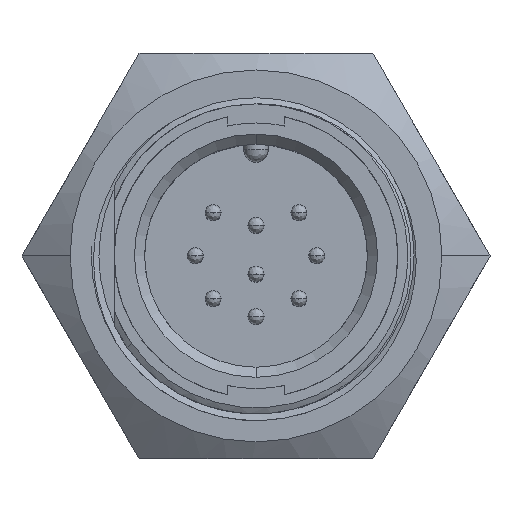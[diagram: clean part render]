
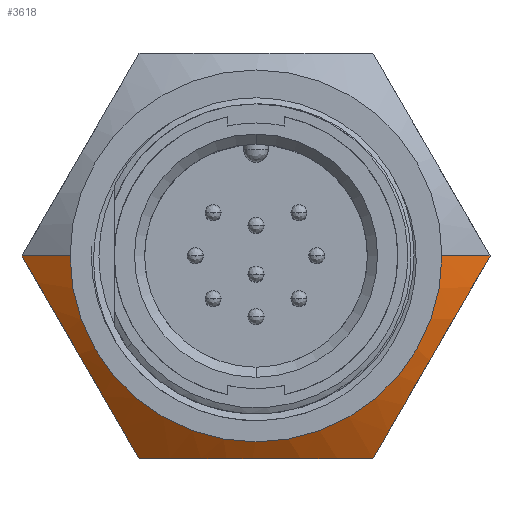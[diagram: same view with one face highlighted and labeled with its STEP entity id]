
A CAD part, top view. The second image highlights one B-rep face of the part: STEP entity #3618.
In plain terms, the highlighted conical face has half-angle 55 degrees and reference radius 14.683 mm.
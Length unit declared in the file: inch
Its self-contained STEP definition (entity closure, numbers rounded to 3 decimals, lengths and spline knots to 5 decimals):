
#857 = CARTESIAN_POINT ( 'NONE',  ( -0.28868, -0.5, -0.399 ) ) ;
#864 = CARTESIAN_POINT ( 'NONE',  ( -0.24199, -0.5, -0.38265 ) ) ;
#865 = CARTESIAN_POINT ( 'NONE',  ( -0.19482, -0.5, -0.3691 ) ) ;
#866 = CARTESIAN_POINT ( 'NONE',  ( -0.09912, -0.5, -0.3502 ) ) ;
#867 = CARTESIAN_POINT ( 'NONE',  ( -0.05056, -0.5, -0.34492 ) ) ;
#868 = CARTESIAN_POINT ( 'NONE',  ( 0.02359, -0.5, -0.3448 ) ) ;
#869 = CARTESIAN_POINT ( 'NONE',  ( 0.04858, -0.5, -0.34607 ) ) ;
#870 = CARTESIAN_POINT ( 'NONE',  ( 0.09776, -0.5, -0.35106 ) ) ;
#871 = CARTESIAN_POINT ( 'NONE',  ( 0.12209, -0.5, -0.35476 ) ) ;
#872 = CARTESIAN_POINT ( 'NONE',  ( 0.19446, -0.5, -0.36898 ) ) ;
#873 = CARTESIAN_POINT ( 'NONE',  ( 0.24185, -0.5, -0.38261 ) ) ;
#874 = CARTESIAN_POINT ( 'NONE',  ( 0.28868, -0.5, -0.399 ) ) ;
#1044 = CARTESIAN_POINT ( 'NONE',  ( 0., 0., -0.316 ) ) ;
#1045 = DIRECTION ( 'NONE',  ( 0., 0., -1. ) ) ;
#1046 = DIRECTION ( 'NONE',  ( -1., 0., 0. ) ) ;
#2356 = B_SPLINE_CURVE_WITH_KNOTS ( 'NONE', 3,
 ( #3039, #3043, #3044, #3045, #3046, #3047, #3048, #3049, #3050, #3051, #3052, #3053 ),
 .UNSPECIFIED., .F., .F.,
 ( 4, 2, 2, 2, 2, 4 ),
 ( 0., 0.00372, 0.00743, 0.00929, 0.01115, 0.01486 ),
 .UNSPECIFIED. ) ;
#2417 = B_SPLINE_CURVE_WITH_KNOTS ( 'NONE', 3,
 ( #12350, #12351, #12352, #12353, #12354, #12355, #12356, #12357, #12358, #12359, #12360, #12361 ),
 .UNSPECIFIED., .F., .F.,
 ( 4, 2, 2, 2, 2, 4 ),
 ( 0., 0.00372, 0.00743, 0.00929, 0.01115, 0.01486 ),
 .UNSPECIFIED. ) ;
#3039 = CARTESIAN_POINT ( 'NONE',  ( 0.28868, -0.5, -0.399 ) ) ;
#3043 = CARTESIAN_POINT ( 'NONE',  ( 0.31202, -0.45957, -0.38265 ) ) ;
#3044 = CARTESIAN_POINT ( 'NONE',  ( 0.3356, -0.41872, -0.3691 ) ) ;
#3045 = CARTESIAN_POINT ( 'NONE',  ( 0.38345, -0.33584, -0.3502 ) ) ;
#3046 = CARTESIAN_POINT ( 'NONE',  ( 0.40773, -0.29379, -0.34492 ) ) ;
#3047 = CARTESIAN_POINT ( 'NONE',  ( 0.44481, -0.22957, -0.3448 ) ) ;
#3048 = CARTESIAN_POINT ( 'NONE',  ( 0.4573, -0.20792, -0.34607 ) ) ;
#3049 = CARTESIAN_POINT ( 'NONE',  ( 0.48189, -0.16534, -0.35106 ) ) ;
#3050 = CARTESIAN_POINT ( 'NONE',  ( 0.49406, -0.14426, -0.35476 ) ) ;
#3051 = CARTESIAN_POINT ( 'NONE',  ( 0.53024, -0.08159, -0.36898 ) ) ;
#3052 = CARTESIAN_POINT ( 'NONE',  ( 0.55394, -0.04055, -0.38261 ) ) ;
#3053 = CARTESIAN_POINT ( 'NONE',  ( 0.57735, 0., -0.399 ) ) ;
#3422 = LINE ( 'NONE', #3423, #11063 ) ;
#3423 = CARTESIAN_POINT ( 'NONE',  ( 0.57806, 0., -0.3995 ) ) ;
#3424 = DIRECTION ( 'NONE',  ( 0.819, 0., -0.574 ) ) ;
#3618 = ADVANCED_FACE ( 'NONE', ( #19775 ), #15505, .T. ) ;
#11063 = VECTOR ( 'NONE', #3424, 39.37008 ) ;
#11355 = AXIS2_PLACEMENT_3D ( 'NONE', #1044, #1045, #1046 ) ;
#11481 = VECTOR ( 'NONE', #12653, 39.37008 ) ;
#12350 = CARTESIAN_POINT ( 'NONE',  ( -0.57735, 0., -0.399 ) ) ;
#12351 = CARTESIAN_POINT ( 'NONE',  ( -0.55401, -0.04043, -0.38265 ) ) ;
#12352 = CARTESIAN_POINT ( 'NONE',  ( -0.53042, -0.08128, -0.3691 ) ) ;
#12353 = CARTESIAN_POINT ( 'NONE',  ( -0.48257, -0.16416, -0.3502 ) ) ;
#12354 = CARTESIAN_POINT ( 'NONE',  ( -0.45829, -0.20621, -0.34492 ) ) ;
#12355 = CARTESIAN_POINT ( 'NONE',  ( -0.42122, -0.27043, -0.3448 ) ) ;
#12356 = CARTESIAN_POINT ( 'NONE',  ( -0.40872, -0.29208, -0.34607 ) ) ;
#12357 = CARTESIAN_POINT ( 'NONE',  ( -0.38413, -0.33466, -0.35106 ) ) ;
#12358 = CARTESIAN_POINT ( 'NONE',  ( -0.37197, -0.35574, -0.35476 ) ) ;
#12359 = CARTESIAN_POINT ( 'NONE',  ( -0.33578, -0.41841, -0.36898 ) ) ;
#12360 = CARTESIAN_POINT ( 'NONE',  ( -0.31209, -0.45945, -0.38261 ) ) ;
#12361 = CARTESIAN_POINT ( 'NONE',  ( -0.28868, -0.5, -0.399 ) ) ;
#12651 = LINE ( 'NONE', #12652, #11481 ) ;
#12652 = CARTESIAN_POINT ( 'NONE',  ( -0.57806, 0., -0.3995 ) ) ;
#12653 = DIRECTION ( 'NONE',  ( -0.819, 0., -0.574 ) ) ;
#14482 = EDGE_LOOP ( 'NONE', ( #17623, #17165, #17311, #16789, #16961, #16971 ) ) ;
#14820 = EDGE_CURVE ( 'NONE', #18858, #18945, #21031, .T. ) ;
#14852 = CIRCLE ( 'NONE', #11355, 0.45881 ) ;
#14862 = EDGE_CURVE ( 'NONE', #18821, #18235, #14852, .T. ) ;
#14998 = EDGE_CURVE ( 'NONE', #18945, #18371, #2356, .T. ) ;
#15090 = EDGE_CURVE ( 'NONE', #18821, #18371, #3422, .T. ) ;
#15316 = EDGE_CURVE ( 'NONE', #18928, #18858, #2417, .T. ) ;
#15408 = EDGE_CURVE ( 'NONE', #18235, #18928, #12651, .T. ) ;
#15505 = CONICAL_SURFACE ( 'NONE', #19782, 0.57806, 0.96 ) ;
#16201 = CARTESIAN_POINT ( 'NONE',  ( -0.45881, 0., -0.316 ) ) ;
#16292 = CARTESIAN_POINT ( 'NONE',  ( 0.57735, 0., -0.399 ) ) ;
#16567 = CARTESIAN_POINT ( 'NONE',  ( 0.45881, 0., -0.316 ) ) ;
#16584 = CARTESIAN_POINT ( 'NONE',  ( -0.28868, -0.5, -0.399 ) ) ;
#16620 = CARTESIAN_POINT ( 'NONE',  ( -0.57735, 0., -0.399 ) ) ;
#16630 = CARTESIAN_POINT ( 'NONE',  ( 0.28868, -0.5, -0.399 ) ) ;
#16789 = ORIENTED_EDGE ( 'NONE', *, *, #15316, .T. ) ;
#16961 = ORIENTED_EDGE ( 'NONE', *, *, #14820, .T. ) ;
#16971 = ORIENTED_EDGE ( 'NONE', *, *, #14998, .T. ) ;
#17165 = ORIENTED_EDGE ( 'NONE', *, *, #14862, .T. ) ;
#17251 = CARTESIAN_POINT ( 'NONE',  ( 0., 0., -0.3995 ) ) ;
#17252 = DIRECTION ( 'NONE',  ( 0., 0., -1. ) ) ;
#17257 = DIRECTION ( 'NONE',  ( -1., 0., 0. ) ) ;
#17311 = ORIENTED_EDGE ( 'NONE', *, *, #15408, .T. ) ;
#17623 = ORIENTED_EDGE ( 'NONE', *, *, #15090, .F. ) ;
#18235 = VERTEX_POINT ( 'NONE', #16201 ) ;
#18371 = VERTEX_POINT ( 'NONE', #16292 ) ;
#18821 = VERTEX_POINT ( 'NONE', #16567 ) ;
#18858 = VERTEX_POINT ( 'NONE', #16584 ) ;
#18928 = VERTEX_POINT ( 'NONE', #16620 ) ;
#18945 = VERTEX_POINT ( 'NONE', #16630 ) ;
#19775 = FACE_OUTER_BOUND ( 'NONE', #14482, .T. ) ;
#19782 = AXIS2_PLACEMENT_3D ( 'NONE', #17251, #17252, #17257 ) ;
#21031 = B_SPLINE_CURVE_WITH_KNOTS ( 'NONE', 3,
 ( #857, #864, #865, #866, #867, #868, #869, #870, #871, #872, #873, #874 ),
 .UNSPECIFIED., .F., .F.,
 ( 4, 2, 2, 2, 2, 4 ),
 ( 0., 0.00372, 0.00743, 0.00929, 0.01115, 0.01486 ),
 .UNSPECIFIED. ) ;
